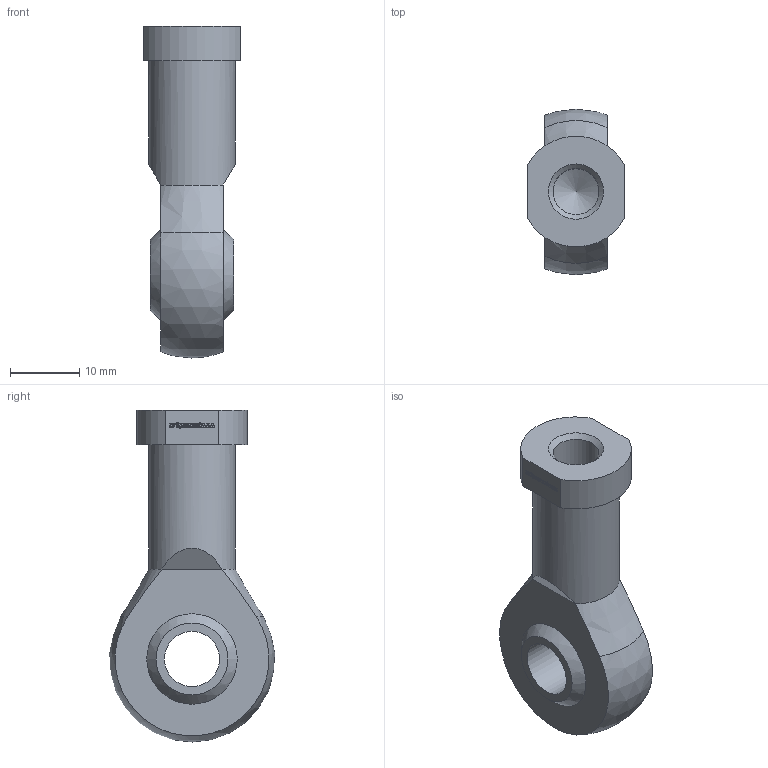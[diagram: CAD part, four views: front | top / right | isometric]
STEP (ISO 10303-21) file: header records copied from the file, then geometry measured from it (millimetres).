
FILE_DESCRIPTION(/* description */ (''),/* implementation_level */ '2;1');
FILE_NAME(/* name */ 'C-D-020.stp',/* time_stamp */ '2016-01-11T09:35:43+01:00',/* author */ (''),/* organization */ (''),/* preprocessor_version */ 'ST-DEVELOPER v15.2',/* originating_system */ 'Autodesk Translator Framework v2.0.0.5431',/* authorisation */ '');
FILE_SCHEMA (('AUTOMOTIVE_DESIGN { 1 0 10303 214 3 1 1 }'));
Length unit declared in the file: centimetre
Products named in the file (1): (Unsaved)
Bounding box: 14 x 23.95 x 48 mm (x, y, z)
Volume: 6378.8 mm3; surface area: 3278.6 mm2
Topology: 1 solids, 1 shells, 556 faces, 1550 edges, 1033 vertices
Faces by surface type: plane 297, bspline 247, cylinder 5, cone 4, sphere 3
Full cylindrical faces by diameter (mm): 6.647 x1, 8 x1, 12.5 x1
Entity records: 19882 total; most frequent: CARTESIAN_POINT 7331, ORIENTED_EDGE 3078, DIRECTION 1683, EDGE_CURVE 1539, VERTEX_POINT 1028, LINE 1019, VECTOR 1019, EDGE_LOOP 601
